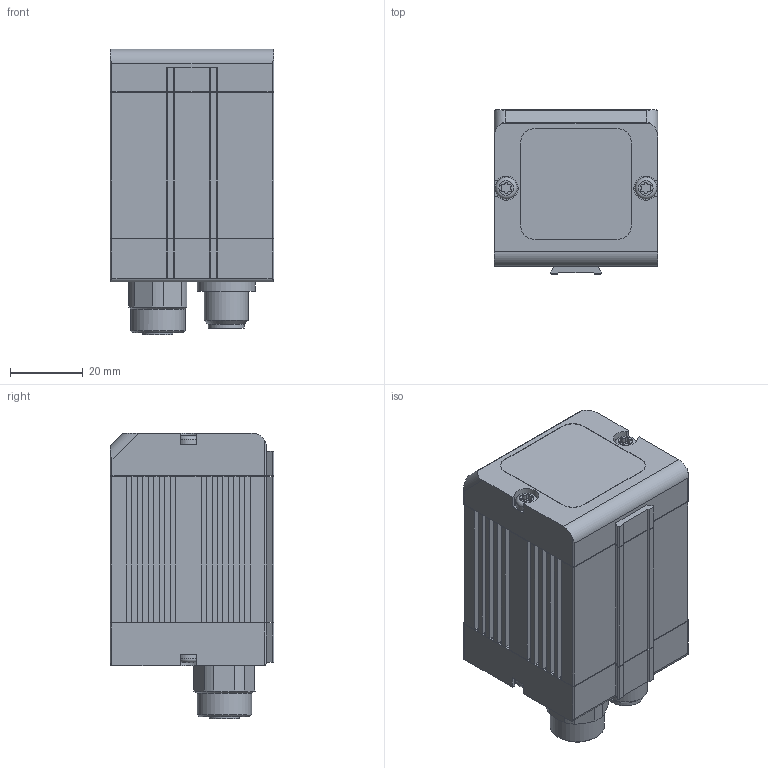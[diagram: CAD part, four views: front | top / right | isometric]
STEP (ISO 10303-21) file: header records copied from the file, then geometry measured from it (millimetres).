
FILE_DESCRIPTION( ( 'STEP AP203' ), '1' );
FILE_NAME( '2942262_SBSI-Q-R3B-F12-W.stp', ' ', ( ' ' ), ( ' ' ), 'PSStep 15.0.47', 'PARTsolutions', ' ' );
FILE_SCHEMA( ( 'CONFIG_CONTROL_DESIGN' ) );
Length unit declared in the file: millimetre
Products named in the file (1): _2942262 SBSI-Q-R3B-F12-W
Bounding box: 45 x 45 x 78.6 mm (x, y, z)
Volume: 125793.9 mm3; surface area: 20781.2 mm2
Topology: 1 solids, 1 shells, 398 faces, 1047 edges, 672 vertices
Faces by surface type: plane 262, cylinder 116, sphere 12, cone 4, torus 4
Full cylindrical faces by diameter (mm): 0.7 x12, 1.2 x4, 6 x4, 8.3 x1, 9.853 x1, 10.106 x1, 12 x1, 15 x1, 16 x1
Entity records: 11739 total; most frequent: CARTESIAN_POINT 2136, DIRECTION 1969, ORIENTED_EDGE 1924, EDGE_CURVE 962, LINE 717, VECTOR 717, VERTEX_POINT 645, AXIS2_PLACEMENT_3D 626
